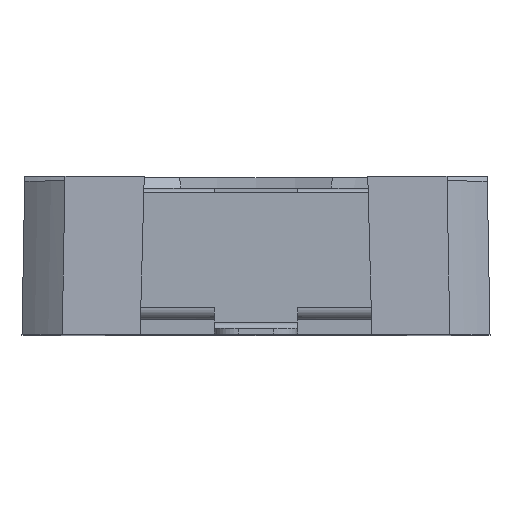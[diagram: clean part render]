
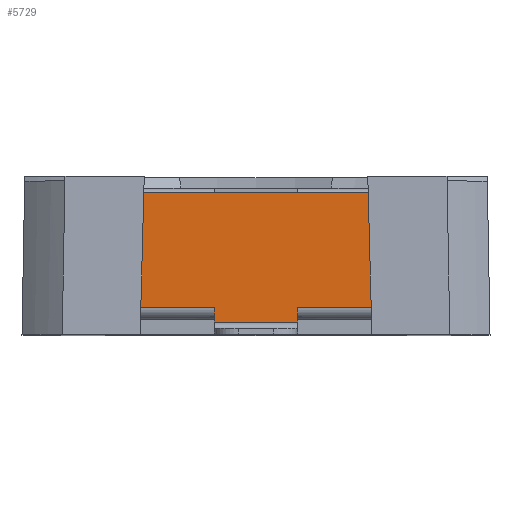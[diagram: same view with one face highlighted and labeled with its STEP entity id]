
A CAD part, top view. The second image highlights one B-rep face of the part: STEP entity #5729.
In plain terms, the highlighted face is planar.
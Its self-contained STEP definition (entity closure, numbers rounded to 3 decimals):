
#4199=DIRECTION('',(0.,0.,-1.));
#4200=VECTOR('',#4199,0.862);
#4201=CARTESIAN_POINT('',(4.999,0.2,2.5));
#4202=LINE('',#4201,#4200);
#4206=DIRECTION('',(0.,0.,1.));
#4207=VECTOR('',#4206,0.4);
#4208=CARTESIAN_POINT('',(1.4,0.2,2.5));
#4209=LINE('',#4208,#4207);
#4213=DIRECTION('',(0.,0.,-1.));
#4214=VECTOR('',#4213,0.1);
#4215=CARTESIAN_POINT('',(1.4,0.2,3.));
#4216=LINE('',#4215,#4214);
#4220=DIRECTION('',(0.,0.,1.));
#4221=VECTOR('',#4220,0.1);
#4222=CARTESIAN_POINT('',(-1.4,0.2,2.9));
#4223=LINE('',#4222,#4221);
#4227=DIRECTION('',(0.,0.,1.));
#4228=VECTOR('',#4227,0.4);
#4229=CARTESIAN_POINT('',(-1.4,0.2,2.5));
#4230=LINE('',#4229,#4228);
#4234=DIRECTION('',(0.,0.,-1.));
#4235=VECTOR('',#4234,0.862);
#4236=CARTESIAN_POINT('',(-4.999,0.2,2.5));
#4237=LINE('',#4236,#4235);
#4241=DIRECTION('',(1.,0.,0.));
#4242=VECTOR('',#4241,0.508);
#4243=CARTESIAN_POINT('',(-5.507,0.2,1.638));
#4244=LINE('',#4243,#4242);
#4248=DIRECTION('',(-0.002,0.,1.));
#4249=VECTOR('',#4248,2.988);
#4250=CARTESIAN_POINT('',(-5.5,0.2,-1.35));
#4251=LINE('',#4250,#4249);
#4255=DIRECTION('',(-1.,0.,0.));
#4256=VECTOR('',#4255,11.);
#4257=CARTESIAN_POINT('',(5.5,0.2,-1.35));
#4258=LINE('',#4257,#4256);
#4262=DIRECTION('',(0.,0.,-1.));
#4263=VECTOR('',#4262,2.988);
#4264=CARTESIAN_POINT('',(5.5,0.2,1.638));
#4265=LINE('',#4264,#4263);
#4269=DIRECTION('',(-1.,0.,0.));
#4270=VECTOR('',#4269,0.501);
#4271=CARTESIAN_POINT('',(5.5,0.2,1.638));
#4272=LINE('',#4271,#4270);
#4642=DIRECTION('',(-1.,0.,0.));
#4643=VECTOR('',#4642,3.599);
#4644=CARTESIAN_POINT('',(-1.4,0.2,2.5));
#4645=LINE('',#4644,#4643);
#5012=DIRECTION('',(1.,0.,0.));
#5013=VECTOR('',#5012,2.8);
#5014=CARTESIAN_POINT('',(-1.4,0.2,3.));
#5015=LINE('',#5014,#5013);
#5107=DIRECTION('',(-1.,0.,0.));
#5108=VECTOR('',#5107,3.599);
#5109=CARTESIAN_POINT('',(4.999,0.2,2.5));
#5110=LINE('',#5109,#5108);
#5488=CARTESIAN_POINT('',(5.5,0.2,-1.35));
#5489=CARTESIAN_POINT('',(-5.5,0.2,-1.35));
#5490=VERTEX_POINT('',#5488);
#5491=VERTEX_POINT('',#5489);
#5493=CARTESIAN_POINT('',(-1.4,0.2,2.9));
#5495=VERTEX_POINT('',#5493);
#5510=CARTESIAN_POINT('',(1.4,0.2,3.));
#5511=VERTEX_POINT('',#5510);
#5512=CARTESIAN_POINT('',(-1.4,0.2,3.));
#5513=VERTEX_POINT('',#5512);
#5514=CARTESIAN_POINT('',(1.4,0.2,2.9));
#5515=VERTEX_POINT('',#5514);
#5518=CARTESIAN_POINT('',(-1.4,0.2,2.5));
#5519=VERTEX_POINT('',#5518);
#5530=CARTESIAN_POINT('',(1.4,0.2,2.5));
#5531=VERTEX_POINT('',#5530);
#5590=CARTESIAN_POINT('',(-4.999,0.2,2.5));
#5591=CARTESIAN_POINT('',(-4.999,0.2,1.638));
#5592=VERTEX_POINT('',#5590);
#5593=VERTEX_POINT('',#5591);
#5594=CARTESIAN_POINT('',(-5.507,0.2,1.638));
#5595=VERTEX_POINT('',#5594);
#5608=CARTESIAN_POINT('',(4.999,0.2,1.638));
#5610=VERTEX_POINT('',#5608);
#5616=CARTESIAN_POINT('',(4.999,0.2,2.5));
#5617=VERTEX_POINT('',#5616);
#5618=CARTESIAN_POINT('',(5.5,0.2,1.638));
#5619=VERTEX_POINT('',#5618);
#5694=CARTESIAN_POINT('',(0.,0.2,0.));
#5695=DIRECTION('',(0.,1.,0.));
#5696=DIRECTION('',(1.,0.,0.));
#5697=AXIS2_PLACEMENT_3D('',#5694,#5695,#5696);
#5698=PLANE('',#5697);
#5700=ORIENTED_EDGE('',*,*,#5699,.F.);
#5702=ORIENTED_EDGE('',*,*,#5701,.T.);
#5704=ORIENTED_EDGE('',*,*,#5703,.T.);
#5706=ORIENTED_EDGE('',*,*,#5705,.F.);
#5708=ORIENTED_EDGE('',*,*,#5707,.F.);
#5710=ORIENTED_EDGE('',*,*,#5709,.F.);
#5712=ORIENTED_EDGE('',*,*,#5711,.F.);
#5714=ORIENTED_EDGE('',*,*,#5713,.T.);
#5716=ORIENTED_EDGE('',*,*,#5715,.T.);
#5718=ORIENTED_EDGE('',*,*,#5717,.F.);
#5720=ORIENTED_EDGE('',*,*,#5719,.F.);
#5722=ORIENTED_EDGE('',*,*,#5721,.F.);
#5724=ORIENTED_EDGE('',*,*,#5723,.F.);
#5726=ORIENTED_EDGE('',*,*,#5725,.T.);
#5727=EDGE_LOOP('',(#5700,#5702,#5704,#5706,#5708,#5710,#5712,#5714,#5716,#5718,
#5720,#5722,#5724,#5726));
#5728=FACE_OUTER_BOUND('',#5727,.F.);
#5729=ADVANCED_FACE('',(#5728),#5698,.T.);
#5699=EDGE_CURVE('',#5617,#5610,#4202,.T.);
#5701=EDGE_CURVE('',#5617,#5531,#5110,.T.);
#5703=EDGE_CURVE('',#5531,#5515,#4209,.T.);
#5705=EDGE_CURVE('',#5511,#5515,#4216,.T.);
#5707=EDGE_CURVE('',#5513,#5511,#5015,.T.);
#5709=EDGE_CURVE('',#5495,#5513,#4223,.T.);
#5711=EDGE_CURVE('',#5519,#5495,#4230,.T.);
#5713=EDGE_CURVE('',#5519,#5592,#4645,.T.);
#5715=EDGE_CURVE('',#5592,#5593,#4237,.T.);
#5717=EDGE_CURVE('',#5595,#5593,#4244,.T.);
#5719=EDGE_CURVE('',#5491,#5595,#4251,.T.);
#5721=EDGE_CURVE('',#5490,#5491,#4258,.T.);
#5723=EDGE_CURVE('',#5619,#5490,#4265,.T.);
#5725=EDGE_CURVE('',#5619,#5610,#4272,.T.);
